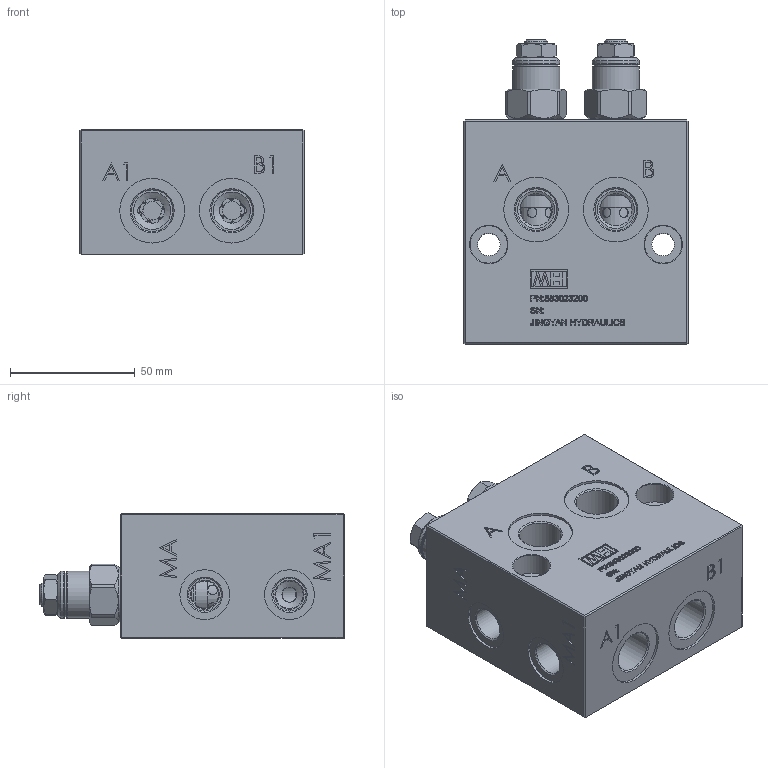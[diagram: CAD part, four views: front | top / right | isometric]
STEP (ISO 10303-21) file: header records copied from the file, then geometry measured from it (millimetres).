
FILE_DESCRIPTION (( 'STEP AP214' ), '1' );
FILE_NAME ('853023200.STEP', '2024-11-03T14:00:35', ( '' ), ( '' ), 'SwSTEP 2.0', 'SolidWorks 2022', '' );
FILE_SCHEMA (( 'AUTOMOTIVE_DESIGN' ));
Length unit declared in the file: millimetre
Products named in the file (7): CBCGLJN_2; CBCGLJN_2_4; BJJY-20220720_1; CBCGLJN; 853023200; CBCGLJN_2_3; CBCGLJN_2_2
Assembly tree (7 placements, depth 3):
  853023200
    BJJY-20220720_1
    CBCGLJN  x2
      CBCGLJN_2
      CBCGLJN_2_2
      CBCGLJN_2_4
      CBCGLJN_2_3
Bounding box: 90 x 122.25 x 50 mm (x, y, z)
Volume: 377346.8 mm3; surface area: 71086.9 mm2
Topology: 9 solids, 9 shells, 1270 faces, 3142 edges, 2050 vertices
Faces by surface type: plane 622, bspline 328, cylinder 204, cone 110, torus 6
Full cylindrical faces by diameter (mm): 0.61 x2, 0.787 x2, 3.962 x12, 4.064 x2, 6 x2, 9 x2, 9.373 x2, 10 x2, 11 x4, 11.7 x4, 13 x2, 13.106 x6, 13.157 x4, 13.487 x2, 13.488 x2, 14.249 x14, 14.3 x8, 14.554 x2, 14.63 x6, 15 x6, 15.189 x2, 16.662 x4, 17.348 x2, 17.399 x4, 17.424 x2, 17.5 x2, 17.78 x2, 17.805 x4, 18.638 x2, 18.64 x4
Entity records: 54642 total; most frequent: CARTESIAN_POINT 23113, ORIENTED_EDGE 4784, DIRECTION 3670, EDGE_CURVE 2392, VERTEX_POINT 1655, LINE 1454, VECTOR 1454, EDGE_LOOP 1375
